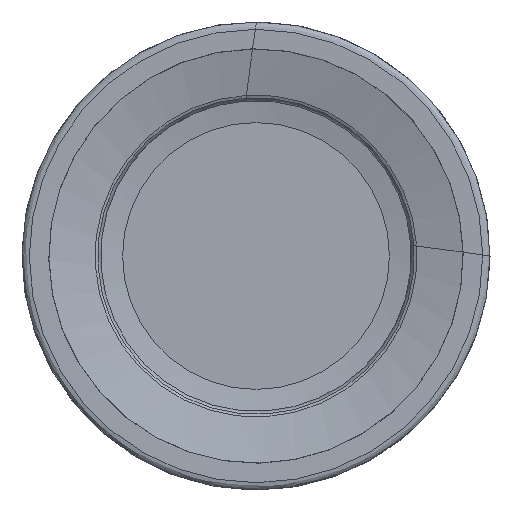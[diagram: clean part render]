
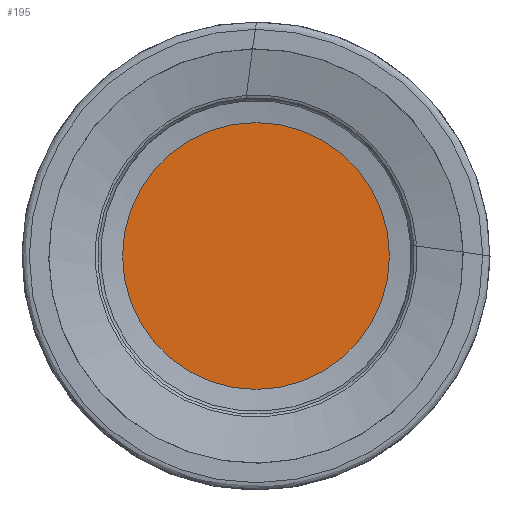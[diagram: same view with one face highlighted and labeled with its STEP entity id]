
A CAD part, left-side view. The second image highlights one B-rep face of the part: STEP entity #195.
In plain terms, the highlighted planar face has unit normal (-1, 0, 0).
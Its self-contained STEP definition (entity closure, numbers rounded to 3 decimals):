
#35=PLANE('',#860);
#195=ADVANCED_FACE('',(#261),#35,.F.);
#261=FACE_OUTER_BOUND('',#343,.T.);
#343=EDGE_LOOP('',(#578));
#376=CIRCLE('',#810,7.128);
#578=ORIENTED_EDGE('',*,*,#700,.T.);
#611=VERTEX_POINT('',#1655);
#700=EDGE_CURVE('',#611,#611,#376,.T.);
#810=AXIS2_PLACEMENT_3D('',#1654,#971,#972);
#860=AXIS2_PLACEMENT_3D('',#1729,#1071,#1072);
#971=DIRECTION('',(-1.,0.,0.));
#972=DIRECTION('',(0.,0.,1.));
#1071=DIRECTION('',(1.,0.,0.));
#1072=DIRECTION('',(0.,0.,-1.));
#1654=CARTESIAN_POINT('',(1.5,0.,0.));
#1655=CARTESIAN_POINT('',(1.5,0.,7.128));
#1729=CARTESIAN_POINT('',(1.5,0.,0.));
